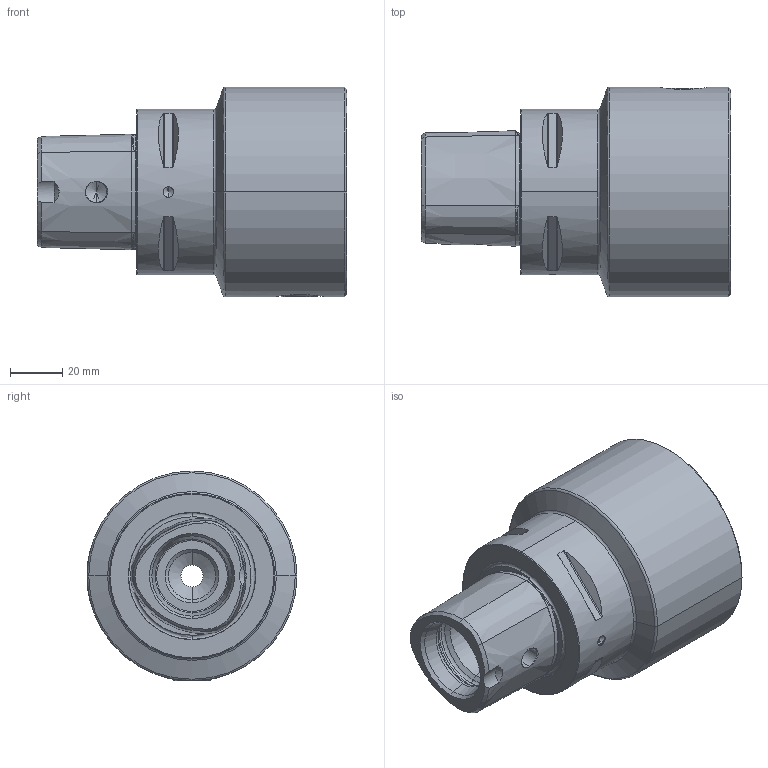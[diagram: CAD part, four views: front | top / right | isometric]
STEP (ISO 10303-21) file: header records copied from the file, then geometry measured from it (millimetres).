
FILE_DESCRIPTION (( 'STEP AP214' ), '1' );
FILE_NAME ('A51.806.080.080.STEP', '2024-12-13T07:47:49', ( '' ), ( '' ), 'SwSTEP 2.0', 'SolidWorks 2022', '' );
FILE_SCHEMA (( 'AUTOMOTIVE_DESIGN' ));
Length unit declared in the file: millimetre
Products named in the file (3): WH8-ER1.001.029; A51.806.080.080; PS6-WH8.K01.080_B
Assembly tree (3 placements, depth 2):
  A51.806.080.080
    PS6-WH8.K01.080_B
    WH8-ER1.001.029  x2
Bounding box: 118 x 80 x 80 mm (x, y, z)
Volume: 327714.7 mm3; surface area: 47343.1 mm2
Topology: 3 solids, 3 shells, 204 faces, 469 edges, 270 vertices
Faces by surface type: cone 69, plane 48, cylinder 45, torus 42
Entity records: 6004 total; most frequent: CARTESIAN_POINT 1882, DIRECTION 866, ORIENTED_EDGE 802, EDGE_CURVE 401, AXIS2_PLACEMENT_3D 367, VERTEX_POINT 235, EDGE_LOOP 190, CIRCLE 185
